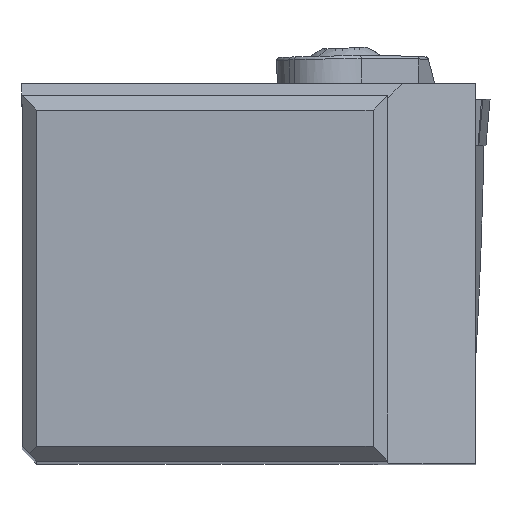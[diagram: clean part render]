
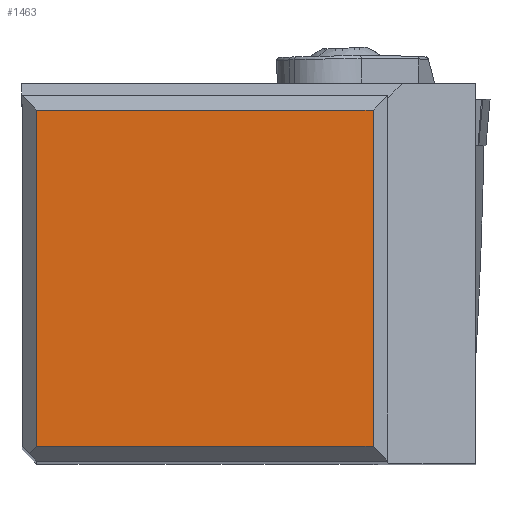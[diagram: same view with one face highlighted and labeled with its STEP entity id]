
A CAD part, top view. The second image highlights one B-rep face of the part: STEP entity #1463.
In plain terms, the highlighted planar face has unit normal (0, 0, 1).
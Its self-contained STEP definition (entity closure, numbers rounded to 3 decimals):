
#1289=FACE_OUTER_BOUND('',#1751,.T.);
#1463=ADVANCED_FACE('',(#1289),#1629,.T.);
#1629=PLANE('',#4786);
#1751=EDGE_LOOP('',(#2181,#2182,#2183,#2184));
#2181=ORIENTED_EDGE('',*,*,#3406,.T.);
#2182=ORIENTED_EDGE('',*,*,#3407,.F.);
#2183=ORIENTED_EDGE('',*,*,#3408,.F.);
#2184=ORIENTED_EDGE('',*,*,#3401,.F.);
#3019=VERTEX_POINT('',#6535);
#3020=VERTEX_POINT('',#6536);
#3021=VERTEX_POINT('',#6542);
#3022=VERTEX_POINT('',#6546);
#3401=EDGE_CURVE('',#3019,#3020,#4098,.T.);
#3406=EDGE_CURVE('',#3019,#3021,#4103,.T.);
#3407=EDGE_CURVE('',#3022,#3021,#4104,.T.);
#3408=EDGE_CURVE('',#3020,#3022,#4105,.T.);
#4098=LINE('',#6534,#4327);
#4103=LINE('',#6543,#4332);
#4104=LINE('',#6545,#4333);
#4105=LINE('',#6547,#4334);
#4327=VECTOR('',#5415,1.);
#4332=VECTOR('',#5422,1.);
#4333=VECTOR('',#5425,1.);
#4334=VECTOR('',#5426,1.);
#4786=AXIS2_PLACEMENT_3D('',#6548,#5427,#5428);
#5415=DIRECTION('',(0.,-1.,0.));
#5422=DIRECTION('',(-1.,0.,0.));
#5425=DIRECTION('',(0.,1.,0.));
#5426=DIRECTION('',(-1.,0.,0.));
#5427=DIRECTION('',(0.,0.,1.));
#5428=DIRECTION('',(-1.,0.,0.));
#6534=CARTESIAN_POINT('',(24.,24.,0.));
#6535=CARTESIAN_POINT('',(24.,24.,0.));
#6536=CARTESIAN_POINT('',(24.,1.,0.));
#6542=CARTESIAN_POINT('',(1.,24.,0.));
#6543=CARTESIAN_POINT('',(24.,24.,0.));
#6545=CARTESIAN_POINT('',(1.,1.,0.));
#6546=CARTESIAN_POINT('',(1.,1.,0.));
#6547=CARTESIAN_POINT('',(24.,1.,0.));
#6548=CARTESIAN_POINT('',(12.5,12.5,0.));
